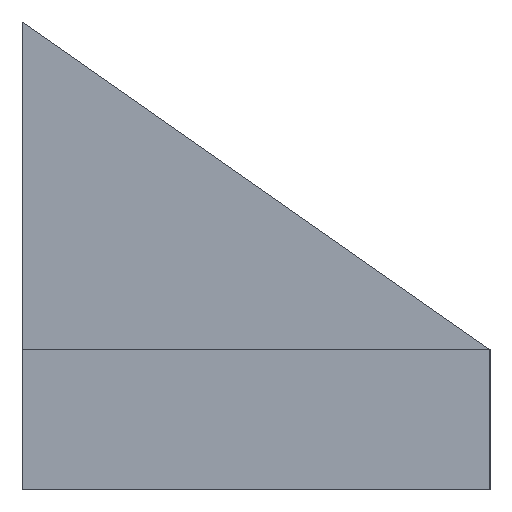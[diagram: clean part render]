
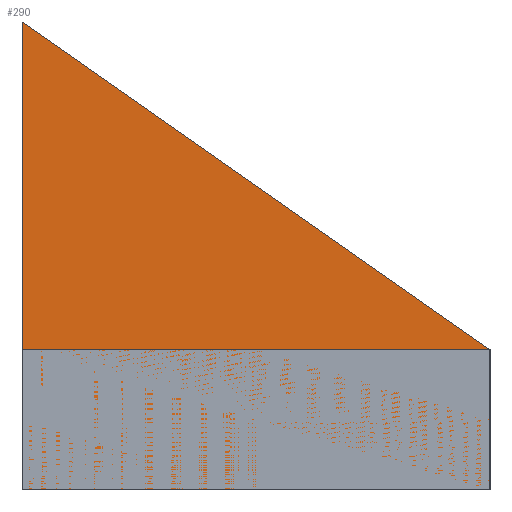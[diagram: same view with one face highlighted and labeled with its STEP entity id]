
A CAD part, left-side view. The second image highlights one B-rep face of the part: STEP entity #290.
In plain terms, the highlighted planar face has unit normal (-1, 0, 0).
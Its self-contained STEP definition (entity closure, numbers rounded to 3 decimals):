
#32=FACE_OUTER_BOUND('',#50,.T.);
#50=EDGE_LOOP('',(#224,#225,#226,#227));
#74=LINE('',#442,#110);
#76=LINE('',#446,#112);
#79=LINE('',#452,#115);
#80=LINE('',#453,#116);
#110=VECTOR('',#364,10.);
#112=VECTOR('',#368,10.);
#115=VECTOR('',#373,10.);
#116=VECTOR('',#374,10.);
#142=VERTEX_POINT('',#439);
#143=VERTEX_POINT('',#441);
#144=VERTEX_POINT('',#445);
#146=VERTEX_POINT('',#451);
#170=EDGE_CURVE('',#143,#142,#74,.T.);
#172=EDGE_CURVE('',#144,#143,#76,.T.);
#175=EDGE_CURVE('',#146,#142,#79,.T.);
#176=EDGE_CURVE('',#146,#144,#80,.T.);
#224=ORIENTED_EDGE('',*,*,#170,.T.);
#225=ORIENTED_EDGE('',*,*,#175,.F.);
#226=ORIENTED_EDGE('',*,*,#176,.T.);
#227=ORIENTED_EDGE('',*,*,#172,.T.);
#272=PLANE('',#324);
#290=ADVANCED_FACE('',(#32),#272,.T.);
#324=AXIS2_PLACEMENT_3D('',#450,#371,#372);
#364=DIRECTION('',(0.,0.819,0.573));
#368=DIRECTION('',(0.,0.,1.));
#371=DIRECTION('center_axis',(-1.,0.,0.));
#372=DIRECTION('ref_axis',(0.,-1.,0.));
#373=DIRECTION('',(0.,0.,1.));
#374=DIRECTION('',(0.,-1.,0.));
#439=CARTESIAN_POINT('',(0.,50.,50.));
#441=CARTESIAN_POINT('',(0.,0.,15.));
#442=CARTESIAN_POINT('',(0.,38.255,41.779));
#445=CARTESIAN_POINT('',(0.,0.,0.));
#446=CARTESIAN_POINT('',(0.,0.,0.));
#450=CARTESIAN_POINT('Origin',(0.,50.,0.));
#451=CARTESIAN_POINT('',(0.,50.,0.));
#452=CARTESIAN_POINT('',(0.,50.,0.));
#453=CARTESIAN_POINT('',(0.,50.,0.));
